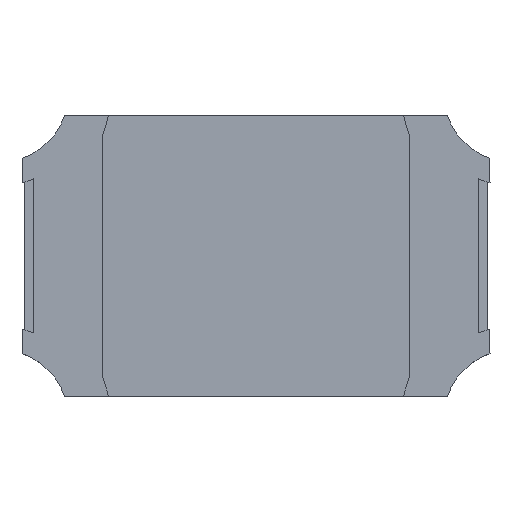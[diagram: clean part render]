
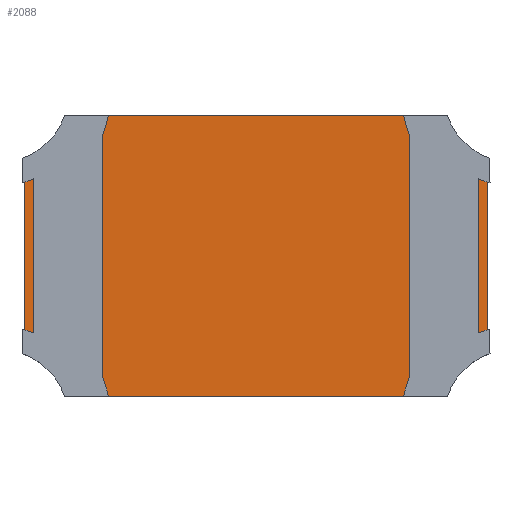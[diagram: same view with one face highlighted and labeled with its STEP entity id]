
A CAD part, top view. The second image highlights one B-rep face of the part: STEP entity #2088.
In plain terms, the highlighted planar face has unit normal (0, 0, 1).
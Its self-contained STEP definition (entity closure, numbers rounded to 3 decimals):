
#39 = ORIENTED_EDGE ( 'NONE', *, *, #1275, .T. ) ;
#124 = ORIENTED_EDGE ( 'NONE', *, *, #3051, .T. ) ;
#132 = VERTEX_POINT ( 'NONE', #2782 ) ;
#192 = CARTESIAN_POINT ( 'NONE',  ( -0.495, 0.189, 0.06 ) ) ;
#253 = AXIS2_PLACEMENT_3D ( 'NONE', #1286, #459, #2739 ) ;
#292 = CARTESIAN_POINT ( 'NONE',  ( 0.495, 0.189, 0.06 ) ) ;
#355 = EDGE_CURVE ( 'NONE', #132, #1045, #1373, .T. ) ;
#364 = CARTESIAN_POINT ( 'NONE',  ( 0.495, -0.3, 0.06 ) ) ;
#397 = CARTESIAN_POINT ( 'NONE',  ( 0.388, -0.3, 0.06 ) ) ;
#424 = VERTEX_POINT ( 'NONE', #192 ) ;
#459 = DIRECTION ( 'NONE',  ( 0., 0., -1. ) ) ;
#465 = VECTOR ( 'NONE', #3433, 1000. ) ;
#470 = CARTESIAN_POINT ( 'NONE',  ( -0.55, 0.35, 0.06 ) ) ;
#592 = CARTESIAN_POINT ( 'NONE',  ( -0.495, -0.3, 0.06 ) ) ;
#610 = DIRECTION ( 'NONE',  ( -1., 0., 0. ) ) ;
#634 = CARTESIAN_POINT ( 'NONE',  ( -0.495, -0.3, 0.06 ) ) ;
#684 = DIRECTION ( 'NONE',  ( 0., 0., -1. ) ) ;
#762 = EDGE_CURVE ( 'NONE', #846, #2732, #1395, .T. ) ;
#846 = VERTEX_POINT ( 'NONE', #397 ) ;
#859 = VERTEX_POINT ( 'NONE', #2398 ) ;
#894 = DIRECTION ( 'NONE',  ( 0., 0., -1. ) ) ;
#920 = DIRECTION ( 'NONE',  ( 0., 1., 0. ) ) ;
#937 = VECTOR ( 'NONE', #1468, 1000. ) ;
#959 = DIRECTION ( 'NONE',  ( -1., 0., 0. ) ) ;
#1036 = ORIENTED_EDGE ( 'NONE', *, *, #3499, .T. ) ;
#1040 = DIRECTION ( 'NONE',  ( 0., 0., -1. ) ) ;
#1045 = VERTEX_POINT ( 'NONE', #1866 ) ;
#1189 = DIRECTION ( 'NONE',  ( 0., 0., -1. ) ) ;
#1198 = CARTESIAN_POINT ( 'NONE',  ( -0.495, 0.3, 0.06 ) ) ;
#1209 = DIRECTION ( 'NONE',  ( 0., -1., 0. ) ) ;
#1224 = CARTESIAN_POINT ( 'NONE',  ( 0.495, 0.3, 0.06 ) ) ;
#1236 = AXIS2_PLACEMENT_3D ( 'NONE', #634, #1189, #920 ) ;
#1271 = AXIS2_PLACEMENT_3D ( 'NONE', #1496, #894, #610 ) ;
#1275 = EDGE_CURVE ( 'NONE', #1045, #846, #3108, .T. ) ;
#1286 = CARTESIAN_POINT ( 'NONE',  ( -0.55, -0.35, 0.06 ) ) ;
#1335 = AXIS2_PLACEMENT_3D ( 'NONE', #2096, #684, #2696 ) ;
#1373 = CIRCLE ( 'NONE', #253, 0.17 ) ;
#1395 = CIRCLE ( 'NONE', #1271, 0.17 ) ;
#1414 = AXIS2_PLACEMENT_3D ( 'NONE', #470, #1040, #3603 ) ;
#1439 = LINE ( 'NONE', #1198, #2492 ) ;
#1468 = DIRECTION ( 'NONE',  ( 0., 1., 0. ) ) ;
#1472 = LINE ( 'NONE', #364, #937 ) ;
#1496 = CARTESIAN_POINT ( 'NONE',  ( 0.55, -0.35, 0.06 ) ) ;
#1529 = ORIENTED_EDGE ( 'NONE', *, *, #3296, .T. ) ;
#1746 = EDGE_LOOP ( 'NONE', ( #1974, #3256, #1036, #124, #1529, #2857, #39, #2165 ) ) ;
#1866 = CARTESIAN_POINT ( 'NONE',  ( -0.388, -0.3, 0.06 ) ) ;
#1909 = CIRCLE ( 'NONE', #1414, 0.17 ) ;
#1974 = ORIENTED_EDGE ( 'NONE', *, *, #2031, .T. ) ;
#2031 = EDGE_CURVE ( 'NONE', #2732, #2777, #1472, .T. ) ;
#2088 = ADVANCED_FACE ( 'NONE', ( #3098 ), #2362, .F. ) ;
#2096 = CARTESIAN_POINT ( 'NONE',  ( 0.55, 0.35, 0.06 ) ) ;
#2159 = CARTESIAN_POINT ( 'NONE',  ( -0.388, 0.3, 0.06 ) ) ;
#2165 = ORIENTED_EDGE ( 'NONE', *, *, #762, .T. ) ;
#2214 = VERTEX_POINT ( 'NONE', #2159 ) ;
#2362 = PLANE ( 'NONE',  #1236 ) ;
#2398 = CARTESIAN_POINT ( 'NONE',  ( 0.388, 0.3, 0.06 ) ) ;
#2442 = CIRCLE ( 'NONE', #1335, 0.17 ) ;
#2492 = VECTOR ( 'NONE', #1209, 1000. ) ;
#2696 = DIRECTION ( 'NONE',  ( -1., 0., 0. ) ) ;
#2732 = VERTEX_POINT ( 'NONE', #3125 ) ;
#2739 = DIRECTION ( 'NONE',  ( -1., 0., 0. ) ) ;
#2777 = VERTEX_POINT ( 'NONE', #292 ) ;
#2782 = CARTESIAN_POINT ( 'NONE',  ( -0.495, -0.189, 0.06 ) ) ;
#2854 = VECTOR ( 'NONE', #959, 1000. ) ;
#2857 = ORIENTED_EDGE ( 'NONE', *, *, #355, .T. ) ;
#3051 = EDGE_CURVE ( 'NONE', #2214, #424, #1909, .T. ) ;
#3098 = FACE_OUTER_BOUND ( 'NONE', #1746, .T. ) ;
#3108 = LINE ( 'NONE', #592, #465 ) ;
#3125 = CARTESIAN_POINT ( 'NONE',  ( 0.495, -0.189, 0.06 ) ) ;
#3256 = ORIENTED_EDGE ( 'NONE', *, *, #3365, .T. ) ;
#3290 = LINE ( 'NONE', #1224, #2854 ) ;
#3296 = EDGE_CURVE ( 'NONE', #424, #132, #1439, .T. ) ;
#3365 = EDGE_CURVE ( 'NONE', #2777, #859, #2442, .T. ) ;
#3433 = DIRECTION ( 'NONE',  ( 1., 0., 0. ) ) ;
#3499 = EDGE_CURVE ( 'NONE', #859, #2214, #3290, .T. ) ;
#3603 = DIRECTION ( 'NONE',  ( -1., 0., 0. ) ) ;
